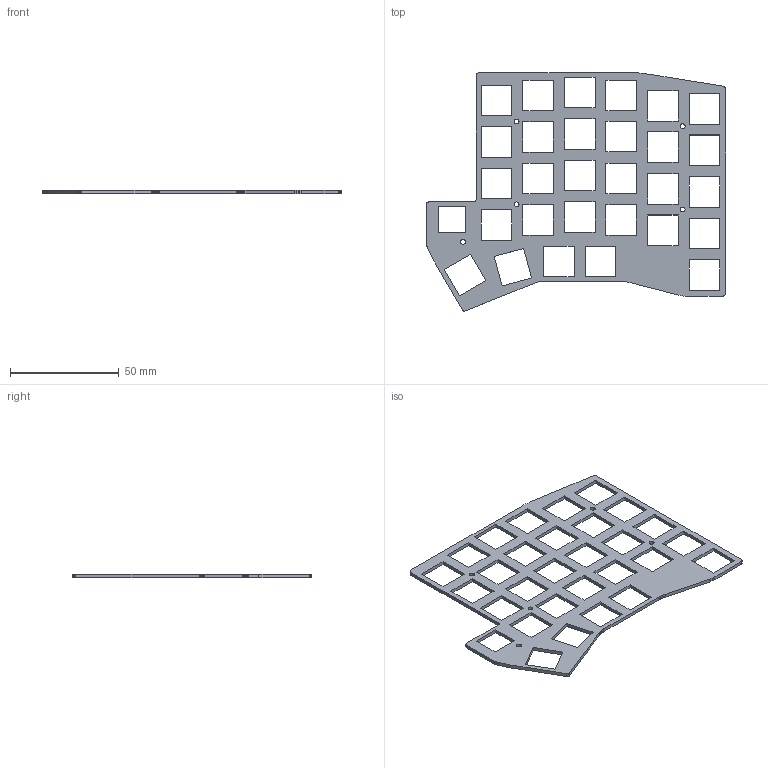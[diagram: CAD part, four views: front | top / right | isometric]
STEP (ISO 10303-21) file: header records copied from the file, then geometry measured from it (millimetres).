
FILE_DESCRIPTION(('KiCad electronic assembly'),'2;1');
FILE_NAME('SofleKeyboard_case_upper.STEP','2022-01-19T10:26:13',( 'Pcbnew'),('Kicad'),'Open CASCADE STEP processor 7.6', 'KiCad to STEP converter','Unknown');
FILE_SCHEMA(('AUTOMOTIVE_DESIGN { 1 0 10303 214 1 1 1 1 }'));
Length unit declared in the file: millimetre
Products named in the file (2): SofleKeyboard_case_upper 1; _autosave-SofleKeyboard_case_upper PCB
Assembly tree (1 placements, depth 2):
  SofleKeyboard_case_upper 1
    _autosave-SofleKeyboard_case_upper PCB
Bounding box: 137.17 x 109.25 x 1.6 mm (x, y, z)
Volume: 9991 mm3; surface area: 15971.7 mm2
Topology: 1 solids, 1 shells, 222 faces, 660 edges, 440 vertices
Faces by surface type: plane 217, cylinder 5
Full cylindrical faces by diameter (mm): 2.235 x5
Entity records: 16091 total; most frequent: CARTESIAN_POINT 2704, DIRECTION 2428, LINE 1960, VECTOR 1960, ORIENTED_EDGE 1320, PCURVE 1320, DEFINITIONAL_REPRESENTATION 1320, EDGE_CURVE 660
